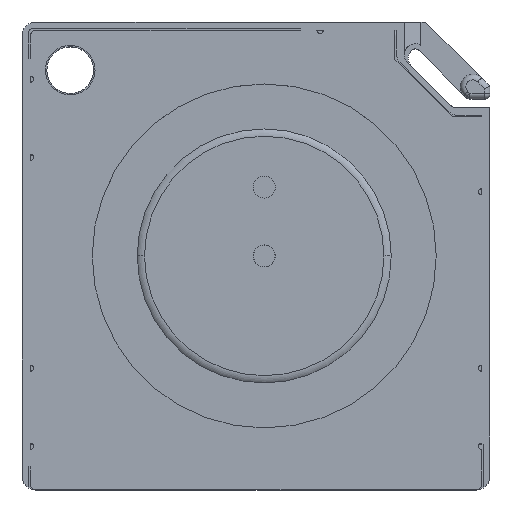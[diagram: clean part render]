
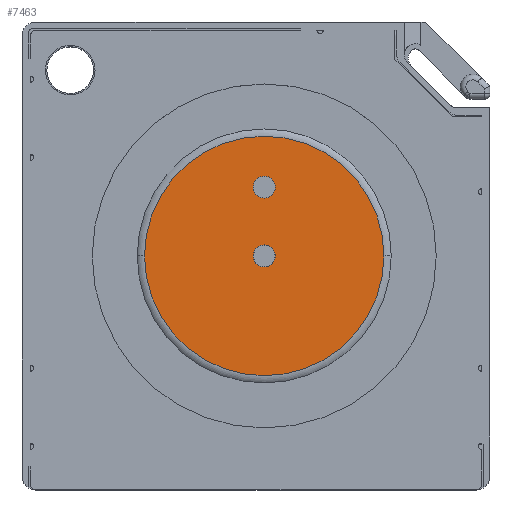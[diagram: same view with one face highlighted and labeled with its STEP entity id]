
A CAD part, top view. The second image highlights one B-rep face of the part: STEP entity #7463.
In plain terms, the highlighted planar face has unit normal (0, 0, 1).
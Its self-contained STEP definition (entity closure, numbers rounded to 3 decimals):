
#2652=CARTESIAN_POINT('',(0.,0.,3.1));
#2653=DIRECTION('',(0.,0.,-1.));
#2654=DIRECTION('',(-1.,0.,0.));
#2655=AXIS2_PLACEMENT_3D('',#2652,#2653,#2654);
#2657=CARTESIAN_POINT('',(0.,0.,3.1));
#2658=DIRECTION('',(0.,0.,-1.));
#2659=DIRECTION('',(1.,0.,0.));
#2660=AXIS2_PLACEMENT_3D('',#2657,#2658,#2659);
#2662=CARTESIAN_POINT('',(0.,0.,3.1));
#2663=DIRECTION('',(0.,0.,1.));
#2664=DIRECTION('',(1.,0.,0.));
#2665=AXIS2_PLACEMENT_3D('',#2662,#2663,#2664);
#2667=CARTESIAN_POINT('',(0.,0.,3.1));
#2668=DIRECTION('',(0.,0.,1.));
#2669=DIRECTION('',(-1.,0.,0.));
#2670=AXIS2_PLACEMENT_3D('',#2667,#2668,#2669);
#2672=CARTESIAN_POINT('',(0.,2.5,3.1));
#2673=DIRECTION('',(0.,0.,1.));
#2674=DIRECTION('',(1.,0.,0.));
#2675=AXIS2_PLACEMENT_3D('',#2672,#2673,#2674);
#2677=CARTESIAN_POINT('',(0.,2.5,3.1));
#2678=DIRECTION('',(0.,0.,1.));
#2679=DIRECTION('',(-1.,0.,0.));
#2680=AXIS2_PLACEMENT_3D('',#2677,#2678,#2679);
#3641=CARTESIAN_POINT('',(-4.35,0.,3.1));
#3642=CARTESIAN_POINT('',(4.35,0.,3.1));
#3643=VERTEX_POINT('',#3641);
#3644=VERTEX_POINT('',#3642);
#3645=CARTESIAN_POINT('',(0.4,0.,3.1));
#3646=CARTESIAN_POINT('',(-0.4,0.,3.1));
#3647=VERTEX_POINT('',#3645);
#3648=VERTEX_POINT('',#3646);
#3649=CARTESIAN_POINT('',(0.4,2.5,3.1));
#3650=CARTESIAN_POINT('',(-0.4,2.5,3.1));
#3651=VERTEX_POINT('',#3649);
#3652=VERTEX_POINT('',#3650);
#7442=CARTESIAN_POINT('',(0.,0.,3.1));
#7443=DIRECTION('',(0.,0.,1.));
#7444=DIRECTION('',(-1.,0.,0.));
#7445=AXIS2_PLACEMENT_3D('',#7442,#7443,#7444);
#7446=PLANE('',#7445);
#7448=ORIENTED_EDGE('',*,*,#7447,.T.);
#7450=ORIENTED_EDGE('',*,*,#7449,.T.);
#7451=EDGE_LOOP('',(#7448,#7450));
#7452=FACE_OUTER_BOUND('',#7451,.F.);
#7453=ORIENTED_EDGE('',*,*,#7422,.T.);
#7454=ORIENTED_EDGE('',*,*,#7436,.T.);
#7455=EDGE_LOOP('',(#7453,#7454));
#7456=FACE_BOUND('',#7455,.F.);
#7458=ORIENTED_EDGE('',*,*,#7457,.T.);
#7460=ORIENTED_EDGE('',*,*,#7459,.T.);
#7461=EDGE_LOOP('',(#7458,#7460));
#7462=FACE_BOUND('',#7461,.F.);
#7463=ADVANCED_FACE('',(#7452,#7456,#7462),#7446,.T.);
#2656=CIRCLE('',#2655,4.35);
#2661=CIRCLE('',#2660,4.35);
#2666=CIRCLE('',#2665,0.4);
#2671=CIRCLE('',#2670,0.4);
#2676=CIRCLE('',#2675,0.4);
#2681=CIRCLE('',#2680,0.4);
#7422=EDGE_CURVE('',#3647,#3648,#2666,.T.);
#7436=EDGE_CURVE('',#3648,#3647,#2671,.T.);
#7447=EDGE_CURVE('',#3643,#3644,#2656,.T.);
#7449=EDGE_CURVE('',#3644,#3643,#2661,.T.);
#7457=EDGE_CURVE('',#3651,#3652,#2676,.T.);
#7459=EDGE_CURVE('',#3652,#3651,#2681,.T.);
